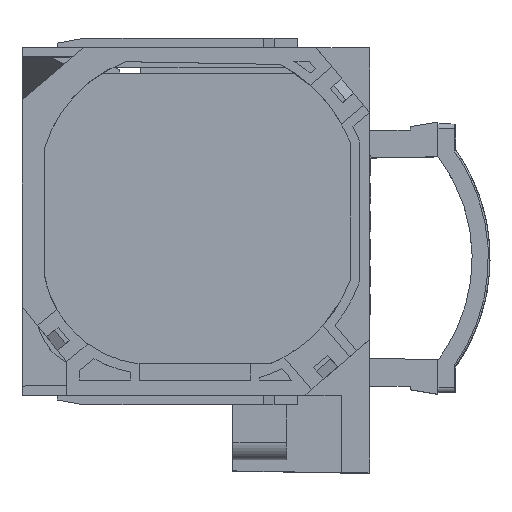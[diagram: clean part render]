
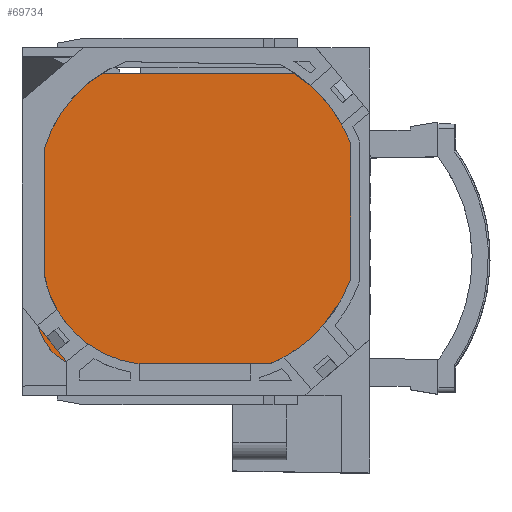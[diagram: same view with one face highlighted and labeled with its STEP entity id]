
A CAD part, top view. The second image highlights one B-rep face of the part: STEP entity #69734.
In plain terms, the highlighted planar face has unit normal (0, 0, 1).
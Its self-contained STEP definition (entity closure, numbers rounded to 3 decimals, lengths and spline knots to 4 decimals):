
#69407=DIRECTION('',(0.,1.,0.));
#69408=VECTOR('',#69407,1.56);
#69409=CARTESIAN_POINT('',(1.378,-0.78,0.));
#69410=LINE('',#69409,#69408);
#69411=DIRECTION('',(1.,0.,0.));
#69412=VECTOR('',#69411,1.756);
#69413=CARTESIAN_POINT('',(-0.878,-1.28,0.));
#69414=LINE('',#69413,#69412);
#69415=DIRECTION('',(0.,-1.,0.));
#69416=VECTOR('',#69415,1.56);
#69417=CARTESIAN_POINT('',(-1.378,0.78,0.));
#69418=LINE('',#69417,#69416);
#69419=DIRECTION('',(-1.,0.,0.));
#69420=VECTOR('',#69419,1.756);
#69421=CARTESIAN_POINT('',(0.878,1.28,0.));
#69422=LINE('',#69421,#69420);
#69427=CARTESIAN_POINT('',(0.878,0.78,0.));
#69428=DIRECTION('',(0.,0.,1.));
#69429=DIRECTION('',(1.,0.,0.));
#69430=AXIS2_PLACEMENT_3D('',#69427,#69428,#69429);
#69583=CARTESIAN_POINT('',(-0.878,0.78,0.));
#69584=DIRECTION('',(0.,0.,1.));
#69585=DIRECTION('',(0.,1.,0.));
#69586=AXIS2_PLACEMENT_3D('',#69583,#69584,#69585);
#69601=CARTESIAN_POINT('',(-0.878,-0.78,0.));
#69602=DIRECTION('',(0.,0.,1.));
#69603=DIRECTION('',(-1.,0.,0.));
#69604=AXIS2_PLACEMENT_3D('',#69601,#69602,#69603);
#69619=CARTESIAN_POINT('',(0.878,-0.78,0.));
#69620=DIRECTION('',(0.,0.,1.));
#69621=DIRECTION('',(0.,-1.,0.));
#69622=AXIS2_PLACEMENT_3D('',#69619,#69620,#69621);
#69651=CARTESIAN_POINT('',(1.378,0.78,0.));
#69653=VERTEX_POINT('',#69651);
#69655=CARTESIAN_POINT('',(0.878,1.28,0.));
#69656=VERTEX_POINT('',#69655);
#69659=CARTESIAN_POINT('',(0.878,-1.28,0.));
#69661=VERTEX_POINT('',#69659);
#69663=CARTESIAN_POINT('',(1.378,-0.78,0.));
#69664=VERTEX_POINT('',#69663);
#69667=CARTESIAN_POINT('',(-0.878,1.28,0.));
#69669=VERTEX_POINT('',#69667);
#69671=CARTESIAN_POINT('',(-1.378,0.78,0.));
#69672=VERTEX_POINT('',#69671);
#69675=CARTESIAN_POINT('',(-1.378,-0.78,0.));
#69677=VERTEX_POINT('',#69675);
#69679=CARTESIAN_POINT('',(-0.878,-1.28,0.));
#69680=VERTEX_POINT('',#69679);
#69711=CARTESIAN_POINT('',(0.,0.,0.));
#69712=DIRECTION('',(0.,0.,1.));
#69713=DIRECTION('',(1.,0.,0.));
#69714=AXIS2_PLACEMENT_3D('',#69711,#69712,#69713);
#69715=PLANE('',#69714);
#69717=ORIENTED_EDGE('',*,*,#69716,.F.);
#69719=ORIENTED_EDGE('',*,*,#69718,.F.);
#69721=ORIENTED_EDGE('',*,*,#69720,.F.);
#69723=ORIENTED_EDGE('',*,*,#69722,.F.);
#69725=ORIENTED_EDGE('',*,*,#69724,.F.);
#69727=ORIENTED_EDGE('',*,*,#69726,.F.);
#69729=ORIENTED_EDGE('',*,*,#69728,.F.);
#69731=ORIENTED_EDGE('',*,*,#69730,.F.);
#69732=EDGE_LOOP('',(#69717,#69719,#69721,#69723,#69725,#69727,#69729,#69731));
#69733=FACE_OUTER_BOUND('',#69732,.F.);
#69734=ADVANCED_FACE('',(#69733),#69715,.T.);
#69431=CIRCLE('',#69430,0.5);
#69587=CIRCLE('',#69586,0.5);
#69605=CIRCLE('',#69604,0.5);
#69623=CIRCLE('',#69622,0.5);
#69716=EDGE_CURVE('',#69653,#69656,#69431,.T.);
#69718=EDGE_CURVE('',#69664,#69653,#69410,.T.);
#69720=EDGE_CURVE('',#69661,#69664,#69623,.T.);
#69722=EDGE_CURVE('',#69680,#69661,#69414,.T.);
#69724=EDGE_CURVE('',#69677,#69680,#69605,.T.);
#69726=EDGE_CURVE('',#69672,#69677,#69418,.T.);
#69728=EDGE_CURVE('',#69669,#69672,#69587,.T.);
#69730=EDGE_CURVE('',#69656,#69669,#69422,.T.);
